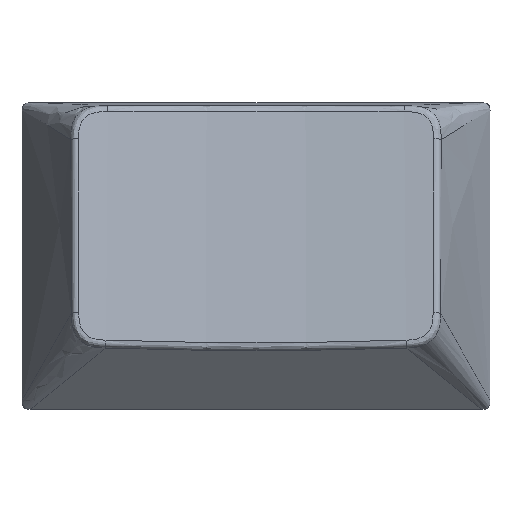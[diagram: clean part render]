
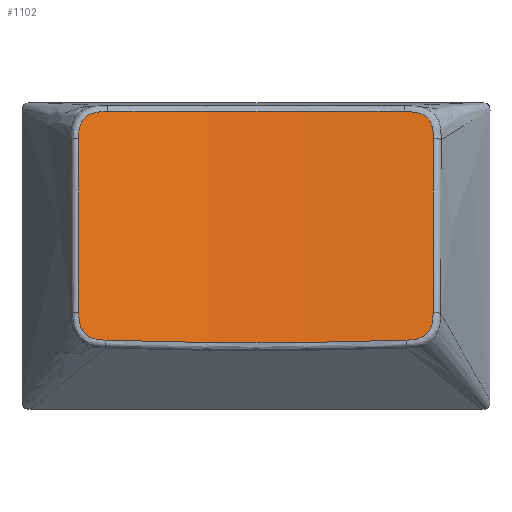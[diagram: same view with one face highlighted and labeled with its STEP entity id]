
A CAD part, top view. The second image highlights one B-rep face of the part: STEP entity #1102.
In plain terms, the highlighted cylindrical face has radius 106.066 mm (diameter 212.132 mm), a partial arc.
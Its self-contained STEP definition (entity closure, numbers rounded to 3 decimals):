
#19=CYLINDRICAL_SURFACE('',#1176,106.066);
#70=FACE_OUTER_BOUND('',#137,.T.);
#137=EDGE_LOOP('',(#819,#820,#821,#822,#823,#824,#825,#826));
#199=B_SPLINE_CURVE_WITH_KNOTS('',3,(#2090,#2091,#2092,#2093,#2094,#2095,
#2096,#2097,#2098,#2099,#2100),.UNSPECIFIED.,.F.,.F.,(4,1,1,1,1,1,1,1,4),
(0.149,0.542,0.893,1.207,1.505,1.812,
2.15,2.535,2.973),.UNSPECIFIED.);
#200=B_SPLINE_CURVE_WITH_KNOTS('',3,(#2102,#2103,#2104,#2105),
 .UNSPECIFIED.,.F.,.F.,(4,4),(-0.149,10.317),.UNSPECIFIED.);
#201=B_SPLINE_CURVE_WITH_KNOTS('',3,(#2107,#2108,#2109,#2110,#2111,#2112,
#2113,#2114,#2115,#2116,#2117),.UNSPECIFIED.,.F.,.F.,(4,1,1,1,1,1,1,1,4),
(0.13,0.52,0.867,1.182,1.478,1.772,
2.084,2.427,2.811),.UNSPECIFIED.);
#202=B_SPLINE_CURVE_WITH_KNOTS('',3,(#2119,#2120,#2121,#2122,#2123),
 .UNSPECIFIED.,.F.,.F.,(4,1,4),(-0.13,8.769,17.668),
 .UNSPECIFIED.);
#203=B_SPLINE_CURVE_WITH_KNOTS('',3,(#2125,#2126,#2127,#2128,#2129,#2130,
#2131,#2132,#2133,#2134,#2135),.UNSPECIFIED.,.F.,.F.,(4,1,1,1,1,1,1,1,4),
(0.122,0.506,0.849,1.161,1.455,1.751,
2.066,2.413,2.802),.UNSPECIFIED.);
#204=B_SPLINE_CURVE_WITH_KNOTS('',3,(#2137,#2138,#2139,#2140),
 .UNSPECIFIED.,.F.,.F.,(4,4),(-0.122,10.344),.UNSPECIFIED.);
#205=B_SPLINE_CURVE_WITH_KNOTS('',3,(#2142,#2143,#2144,#2145,#2146,#2147,
#2148,#2149,#2150,#2151,#2152),.UNSPECIFIED.,.F.,.F.,(4,1,1,1,1,1,1,1,4),
(0.225,0.663,1.048,1.386,1.693,1.991,
2.305,2.656,3.049),.UNSPECIFIED.);
#206=B_SPLINE_CURVE_WITH_KNOTS('',3,(#2153,#2154,#2155,#2156,#2157),
 .UNSPECIFIED.,.F.,.F.,(4,1,4),(-0.226,8.567,17.361),
 .UNSPECIFIED.);
#496=VERTEX_POINT('',#2088);
#497=VERTEX_POINT('',#2089);
#498=VERTEX_POINT('',#2101);
#499=VERTEX_POINT('',#2106);
#500=VERTEX_POINT('',#2118);
#501=VERTEX_POINT('',#2124);
#502=VERTEX_POINT('',#2136);
#503=VERTEX_POINT('',#2141);
#618=EDGE_CURVE('',#496,#497,#199,.F.);
#619=EDGE_CURVE('',#497,#498,#200,.T.);
#620=EDGE_CURVE('',#498,#499,#201,.F.);
#621=EDGE_CURVE('',#499,#500,#202,.F.);
#622=EDGE_CURVE('',#500,#501,#203,.F.);
#623=EDGE_CURVE('',#501,#502,#204,.T.);
#624=EDGE_CURVE('',#502,#503,#205,.F.);
#625=EDGE_CURVE('',#503,#496,#206,.F.);
#819=ORIENTED_EDGE('',*,*,#618,.T.);
#820=ORIENTED_EDGE('',*,*,#619,.T.);
#821=ORIENTED_EDGE('',*,*,#620,.T.);
#822=ORIENTED_EDGE('',*,*,#621,.T.);
#823=ORIENTED_EDGE('',*,*,#622,.T.);
#824=ORIENTED_EDGE('',*,*,#623,.T.);
#825=ORIENTED_EDGE('',*,*,#624,.T.);
#826=ORIENTED_EDGE('',*,*,#625,.T.);
#1102=ADVANCED_FACE('',(#70),#19,.F.);
#1176=AXIS2_PLACEMENT_3D('',#2087,#1311,#1312);
#1311=DIRECTION('center_axis',(0.,-0.981,
0.193));
#1312=DIRECTION('ref_axis',(-0.632,0.149,0.761));
#2087=CARTESIAN_POINT('Origin',(0.,-45.331,124.22));
#2088=CARTESIAN_POINT('',(-8.748,8.516,5.923));
#2089=CARTESIAN_POINT('',(-10.468,6.912,6.398));
#2090=CARTESIAN_POINT('Ctrl Pts',(-10.468,6.912,6.398));
#2091=CARTESIAN_POINT('Ctrl Pts',(-10.469,7.04,6.372));
#2092=CARTESIAN_POINT('Ctrl Pts',(-10.466,7.284,6.324));
#2093=CARTESIAN_POINT('Ctrl Pts',(-10.414,7.626,6.252));
#2094=CARTESIAN_POINT('Ctrl Pts',(-10.298,7.919,6.183));
#2095=CARTESIAN_POINT('Ctrl Pts',(-10.114,8.159,6.117));
#2096=CARTESIAN_POINT('Ctrl Pts',(-9.862,8.34,6.058));
#2097=CARTESIAN_POINT('Ctrl Pts',(-9.544,8.456,6.005));
#2098=CARTESIAN_POINT('Ctrl Pts',(-9.164,8.511,5.96));
#2099=CARTESIAN_POINT('Ctrl Pts',(-8.892,8.516,5.935));
#2100=CARTESIAN_POINT('Ctrl Pts',(-8.748,8.516,5.923));
#2101=CARTESIAN_POINT('',(-10.454,-3.358,8.413));
#2102=CARTESIAN_POINT('Ctrl Pts',(-10.468,6.912,6.398));
#2103=CARTESIAN_POINT('Ctrl Pts',(-10.462,3.488,7.069));
#2104=CARTESIAN_POINT('Ctrl Pts',(-10.458,0.065,
7.741));
#2105=CARTESIAN_POINT('Ctrl Pts',(-10.454,-3.358,8.413));
#2106=CARTESIAN_POINT('',(-8.854,-4.984,8.583));
#2107=CARTESIAN_POINT('Ctrl Pts',(-8.854,-4.984,8.583));
#2108=CARTESIAN_POINT('Ctrl Pts',(-8.982,-4.98,8.593));
#2109=CARTESIAN_POINT('Ctrl Pts',(-9.226,-4.969,8.612));
#2110=CARTESIAN_POINT('Ctrl Pts',(-9.57,-4.905,8.631));
#2111=CARTESIAN_POINT('Ctrl Pts',(-9.866,-4.782,8.635));
#2112=CARTESIAN_POINT('Ctrl Pts',(-10.106,-4.596,8.621));
#2113=CARTESIAN_POINT('Ctrl Pts',(-10.285,-4.354,8.591));
#2114=CARTESIAN_POINT('Ctrl Pts',(-10.399,-4.06,8.545));
#2115=CARTESIAN_POINT('Ctrl Pts',(-10.451,-3.722,8.484));
#2116=CARTESIAN_POINT('Ctrl Pts',(-10.454,-3.484,8.438));
#2117=CARTESIAN_POINT('Ctrl Pts',(-10.454,-3.358,8.413));
#2118=CARTESIAN_POINT('',(8.854,-4.984,8.583));
#2119=CARTESIAN_POINT('Ctrl Pts',(8.854,-4.984,8.583));
#2120=CARTESIAN_POINT('Ctrl Pts',(5.91,-5.084,8.352));
#2121=CARTESIAN_POINT('Ctrl Pts',(0.,-5.185,
8.119));
#2122=CARTESIAN_POINT('Ctrl Pts',(-5.91,-5.084,8.352));
#2123=CARTESIAN_POINT('Ctrl Pts',(-8.854,-4.984,8.583));
#2124=CARTESIAN_POINT('',(10.454,-3.358,8.413));
#2125=CARTESIAN_POINT('Ctrl Pts',(10.454,-3.358,8.413));
#2126=CARTESIAN_POINT('Ctrl Pts',(10.454,-3.484,8.438));
#2127=CARTESIAN_POINT('Ctrl Pts',(10.451,-3.722,8.484));
#2128=CARTESIAN_POINT('Ctrl Pts',(10.399,-4.06,8.545));
#2129=CARTESIAN_POINT('Ctrl Pts',(10.285,-4.354,8.591));
#2130=CARTESIAN_POINT('Ctrl Pts',(10.106,-4.596,8.621));
#2131=CARTESIAN_POINT('Ctrl Pts',(9.866,-4.782,8.635));
#2132=CARTESIAN_POINT('Ctrl Pts',(9.57,-4.905,8.631));
#2133=CARTESIAN_POINT('Ctrl Pts',(9.226,-4.969,8.612));
#2134=CARTESIAN_POINT('Ctrl Pts',(8.982,-4.98,8.593));
#2135=CARTESIAN_POINT('Ctrl Pts',(8.854,-4.984,8.583));
#2136=CARTESIAN_POINT('',(10.468,6.912,6.398));
#2137=CARTESIAN_POINT('Ctrl Pts',(10.454,-3.358,8.413));
#2138=CARTESIAN_POINT('Ctrl Pts',(10.458,0.065,7.741));
#2139=CARTESIAN_POINT('Ctrl Pts',(10.462,3.488,7.069));
#2140=CARTESIAN_POINT('Ctrl Pts',(10.468,6.912,6.398));
#2141=CARTESIAN_POINT('',(8.748,8.516,5.923));
#2142=CARTESIAN_POINT('Ctrl Pts',(8.748,8.516,5.923));
#2143=CARTESIAN_POINT('Ctrl Pts',(8.892,8.516,5.935));
#2144=CARTESIAN_POINT('Ctrl Pts',(9.164,8.511,5.96));
#2145=CARTESIAN_POINT('Ctrl Pts',(9.544,8.456,6.005));
#2146=CARTESIAN_POINT('Ctrl Pts',(9.862,8.34,6.058));
#2147=CARTESIAN_POINT('Ctrl Pts',(10.114,8.159,6.117));
#2148=CARTESIAN_POINT('Ctrl Pts',(10.298,7.919,6.183));
#2149=CARTESIAN_POINT('Ctrl Pts',(10.414,7.626,6.252));
#2150=CARTESIAN_POINT('Ctrl Pts',(10.466,7.284,6.324));
#2151=CARTESIAN_POINT('Ctrl Pts',(10.469,7.04,6.372));
#2152=CARTESIAN_POINT('Ctrl Pts',(10.468,6.912,6.398));
#2153=CARTESIAN_POINT('Ctrl Pts',(-8.748,8.516,5.923));
#2154=CARTESIAN_POINT('Ctrl Pts',(-5.839,8.525,5.676));
#2155=CARTESIAN_POINT('Ctrl Pts',(0.,8.534,5.428));
#2156=CARTESIAN_POINT('Ctrl Pts',(5.839,8.525,5.676));
#2157=CARTESIAN_POINT('Ctrl Pts',(8.748,8.516,5.923));
